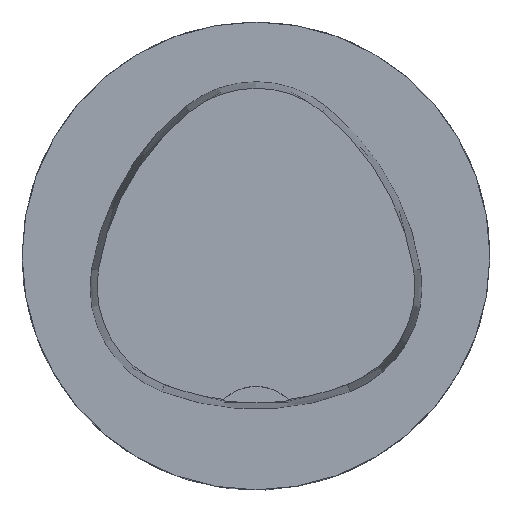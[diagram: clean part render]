
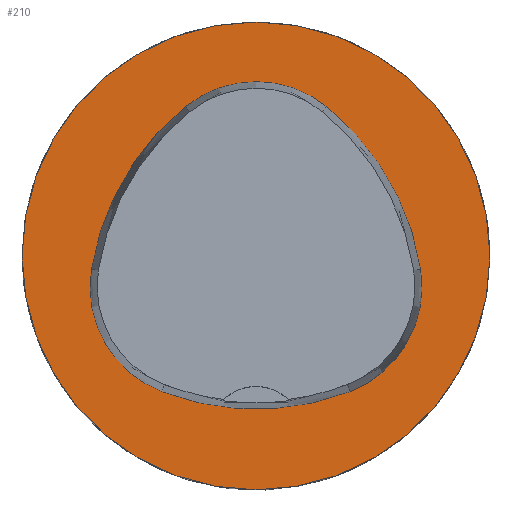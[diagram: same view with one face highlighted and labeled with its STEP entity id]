
A CAD part, top view. The second image highlights one B-rep face of the part: STEP entity #210.
In plain terms, the highlighted planar face has unit normal (0, 0, 1).
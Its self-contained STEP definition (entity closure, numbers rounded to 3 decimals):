
#76=PLANE('',#872);
#210=ADVANCED_FACE('',(#275,#276),#76,.T.);
#275=FACE_BOUND('',#343,.T.);
#276=FACE_BOUND('',#344,.T.);
#343=EDGE_LOOP('',(#498,#499,#500,#501,#502,#503));
#344=EDGE_LOOP('',(#504));
#498=ORIENTED_EDGE('',*,*,#714,.T.);
#499=ORIENTED_EDGE('',*,*,#694,.T.);
#500=ORIENTED_EDGE('',*,*,#698,.T.);
#501=ORIENTED_EDGE('',*,*,#701,.T.);
#502=ORIENTED_EDGE('',*,*,#704,.T.);
#503=ORIENTED_EDGE('',*,*,#712,.T.);
#504=ORIENTED_EDGE('',*,*,#685,.F.);
#609=VERTEX_POINT('',#1325);
#618=VERTEX_POINT('',#1344);
#619=VERTEX_POINT('',#1345);
#622=VERTEX_POINT('',#1353);
#624=VERTEX_POINT('',#1359);
#626=VERTEX_POINT('',#1365);
#633=VERTEX_POINT('',#1386);
#685=EDGE_CURVE('',#609,#609,#751,.T.);
#694=EDGE_CURVE('',#618,#619,#752,.T.);
#698=EDGE_CURVE('',#619,#622,#754,.T.);
#701=EDGE_CURVE('',#622,#624,#756,.T.);
#704=EDGE_CURVE('',#624,#626,#758,.T.);
#712=EDGE_CURVE('',#626,#633,#762,.T.);
#714=EDGE_CURVE('',#633,#618,#764,.T.);
#751=CIRCLE('',#844,25.);
#752=CIRCLE('',#850,28.);
#754=CIRCLE('',#853,12.);
#756=CIRCLE('',#856,28.);
#758=CIRCLE('',#859,12.);
#762=CIRCLE('',#864,28.);
#764=CIRCLE('',#867,12.);
#844=AXIS2_PLACEMENT_3D('',#1324,#998,#999);
#850=AXIS2_PLACEMENT_3D('',#1343,#1014,#1015);
#853=AXIS2_PLACEMENT_3D('',#1352,#1022,#1023);
#856=AXIS2_PLACEMENT_3D('',#1358,#1029,#1030);
#859=AXIS2_PLACEMENT_3D('',#1364,#1036,#1037);
#864=AXIS2_PLACEMENT_3D('',#1387,#1048,#1049);
#867=AXIS2_PLACEMENT_3D('',#1390,#1054,#1055);
#872=AXIS2_PLACEMENT_3D('',#1395,#1064,#1065);
#998=DIRECTION('',(0.,0.,-1.));
#999=DIRECTION('',(-1.,0.,0.));
#1014=DIRECTION('',(0.,0.,-1.));
#1015=DIRECTION('',(-1.,0.,0.));
#1022=DIRECTION('',(0.,0.,-1.));
#1023=DIRECTION('',(-1.,0.,0.));
#1029=DIRECTION('',(0.,0.,-1.));
#1030=DIRECTION('',(-1.,0.,0.));
#1036=DIRECTION('',(0.,0.,-1.));
#1037=DIRECTION('',(-1.,0.,0.));
#1048=DIRECTION('',(0.,0.,-1.));
#1049=DIRECTION('',(-1.,0.,0.));
#1054=DIRECTION('',(0.,0.,-1.));
#1055=DIRECTION('',(-1.,0.,0.));
#1064=DIRECTION('',(0.,0.,1.));
#1065=DIRECTION('',(1.,0.,0.));
#1324=CARTESIAN_POINT('',(0.,0.,0.));
#1325=CARTESIAN_POINT('',(-25.,0.,0.));
#1343=CARTESIAN_POINT('',(10.068,-5.824,0.));
#1344=CARTESIAN_POINT('',(-17.584,-1.424,0.));
#1345=CARTESIAN_POINT('',(-7.531,15.953,0.));
#1352=CARTESIAN_POINT('',(0.011,6.62,0.));
#1353=CARTESIAN_POINT('',(7.567,15.942,0.));
#1358=CARTESIAN_POINT('',(-10.063,-5.81,0.));
#1359=CARTESIAN_POINT('',(17.59,-1.418,0.));
#1364=CARTESIAN_POINT('',(5.739,-3.3,0.));
#1365=CARTESIAN_POINT('',(10.05,-14.499,0.));
#1386=CARTESIAN_POINT('',(-10.025,-14.516,0.));
#1387=CARTESIAN_POINT('',(-0.01,11.631,0.));
#1390=CARTESIAN_POINT('',(-5.733,-3.31,0.));
#1395=CARTESIAN_POINT('',(0.,0.,0.));
